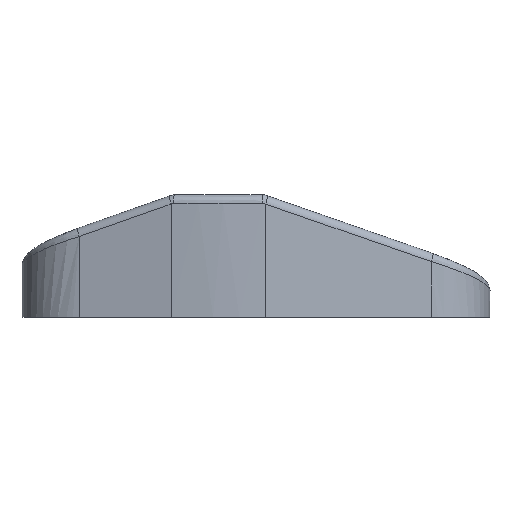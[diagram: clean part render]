
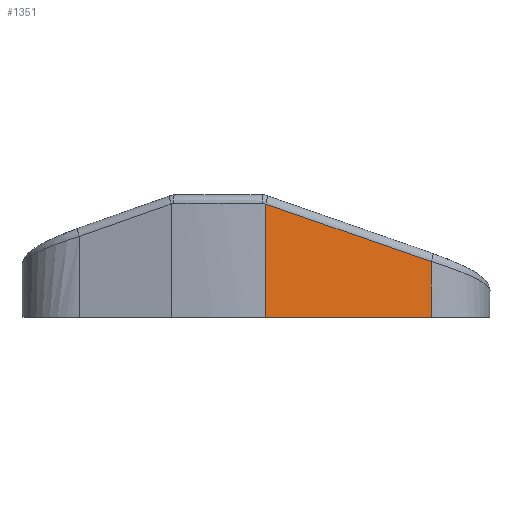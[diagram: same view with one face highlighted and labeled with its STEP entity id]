
A CAD part, front view. The second image highlights one B-rep face of the part: STEP entity #1351.
In plain terms, the highlighted planar face has unit normal (0.166, -0.986, 0).
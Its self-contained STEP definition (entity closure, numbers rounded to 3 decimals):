
#21 = EDGE_CURVE('',#22,#24,#26,.T.);
#22 = VERTEX_POINT('',#23);
#23 = CARTESIAN_POINT('',(52.199,-243.477,39.792
    ));
#24 = VERTEX_POINT('',#25);
#25 = CARTESIAN_POINT('',(52.199,-243.477,169.947
    ));
#26 = SURFACE_CURVE('',#27,(#31,#45),.PCURVE_S1.);
#27 = LINE('',#28,#29);
#28 = CARTESIAN_POINT('',(52.199,-243.477,32.054
    ));
#29 = VECTOR('',#30,1.);
#30 = DIRECTION('',(0.,0.,1.));
#31 = PCURVE('',#32,#40);
#32 = SURFACE_OF_LINEAR_EXTRUSION('',#33,#38);
#33 = CIRCLE('',#34,462.458);
#34 = AXIS2_PLACEMENT_3D('',#35,#36,#37);
#35 = CARTESIAN_POINT('',(1.869,212.301,-27.95
    ));
#36 = DIRECTION('',(0.,-0.131,-0.991)
  );
#37 = DIRECTION('',(0.109,-0.986,0.13));
#38 = VECTOR('',#39,1.);
#39 = DIRECTION('',(0.,0.,1.));
#40 = DEFINITIONAL_REPRESENTATION('',(#41),#44);
#41 = B_SPLINE_CURVE_WITH_KNOTS('',1,(#42,#43),.UNSPECIFIED.,.F.,.F.,(2,
    2),(0.,150.),.PIECEWISE_BEZIER_KNOTS.);
#42 = CARTESIAN_POINT('',(0.,0.));
#43 = CARTESIAN_POINT('',(0.,150.));
#44 = ( GEOMETRIC_REPRESENTATION_CONTEXT(2) 
PARAMETRIC_REPRESENTATION_CONTEXT() REPRESENTATION_CONTEXT('2D SPACE',''
  ) );
#45 = PCURVE('',#46,#51);
#46 = PLANE('',#47);
#47 = AXIS2_PLACEMENT_3D('',#48,#49,#50);
#48 = CARTESIAN_POINT('',(147.277,-227.44,
    74.031));
#49 = DIRECTION('',(0.166,-0.986,0.));
#50 = DIRECTION('',(0.933,0.157,-0.324));
#51 = DEFINITIONAL_REPRESENTATION('',(#52),#56);
#52 = LINE('',#53,#54);
#53 = CARTESIAN_POINT('',(-77.618,-70.954));
#54 = VECTOR('',#55,1.);
#55 = DIRECTION('',(-0.324,0.946));
#56 = ( GEOMETRIC_REPRESENTATION_CONTEXT(2) 
PARAMETRIC_REPRESENTATION_CONTEXT() REPRESENTATION_CONTEXT('2D SPACE',''
  ) );
#96 = PLANE('',#97);
#97 = AXIS2_PLACEMENT_3D('',#98,#99,#100);
#98 = CARTESIAN_POINT('',(-400.,-321.738,39.792));
#99 = DIRECTION('',(0.,0.,1.));
#100 = DIRECTION('',(1.,0.,0.));
#1351 = ADVANCED_FACE('',(#1352),#46,.T.);
#1352 = FACE_BOUND('',#1353,.T.);
#1353 = EDGE_LOOP('',(#1354,#1355,#1376,#1406));
#1354 = ORIENTED_EDGE('',*,*,#21,.F.);
#1355 = ORIENTED_EDGE('',*,*,#1356,.F.);
#1356 = EDGE_CURVE('',#1357,#22,#1359,.T.);
#1357 = VERTEX_POINT('',#1358);
#1358 = CARTESIAN_POINT('',(242.356,-211.404,
    39.792));
#1359 = SURFACE_CURVE('',#1360,(#1364,#1370),.PCURVE_S1.);
#1360 = LINE('',#1361,#1362);
#1361 = CARTESIAN_POINT('',(-126.525,-273.621,
    39.792));
#1362 = VECTOR('',#1363,1.);
#1363 = DIRECTION('',(-0.986,-0.166,0.));
#1364 = PCURVE('',#46,#1365);
#1365 = DEFINITIONAL_REPRESENTATION('',(#1366),#1369);
#1366 = B_SPLINE_CURVE_WITH_KNOTS('',1,(#1367,#1368),.UNSPECIFIED.,.F.,
  .F.,(2,2),(-426.045,-114.86),.PIECEWISE_BEZIER_KNOTS.);
#1367 = CARTESIAN_POINT('',(151.465,15.684));
#1368 = CARTESIAN_POINT('',(-142.932,-85.145));
#1369 = ( GEOMETRIC_REPRESENTATION_CONTEXT(2) 
PARAMETRIC_REPRESENTATION_CONTEXT() REPRESENTATION_CONTEXT('2D SPACE',''
  ) );
#1370 = PCURVE('',#96,#1371);
#1371 = DEFINITIONAL_REPRESENTATION('',(#1372),#1375);
#1372 = B_SPLINE_CURVE_WITH_KNOTS('',1,(#1373,#1374),.UNSPECIFIED.,.F.,
  .F.,(2,2),(-426.045,-114.86),.PIECEWISE_BEZIER_KNOTS.);
#1373 = CARTESIAN_POINT('',(693.586,118.975));
#1374 = CARTESIAN_POINT('',(386.736,67.22));
#1375 = ( GEOMETRIC_REPRESENTATION_CONTEXT(2) 
PARAMETRIC_REPRESENTATION_CONTEXT() REPRESENTATION_CONTEXT('2D SPACE',''
  ) );
#1376 = ORIENTED_EDGE('',*,*,#1377,.T.);
#1377 = EDGE_CURVE('',#1357,#1378,#1380,.T.);
#1378 = VERTEX_POINT('',#1379);
#1379 = CARTESIAN_POINT('',(242.356,-211.404,
    103.9));
#1380 = SURFACE_CURVE('',#1381,(#1385,#1392),.PCURVE_S1.);
#1381 = LINE('',#1382,#1383);
#1382 = CARTESIAN_POINT('',(242.356,-211.404,
    -33.993));
#1383 = VECTOR('',#1384,1.);
#1384 = DIRECTION('',(0.,0.,1.));
#1385 = PCURVE('',#46,#1386);
#1386 = DEFINITIONAL_REPRESENTATION('',(#1387),#1391);
#1387 = LINE('',#1388,#1389);
#1388 = CARTESIAN_POINT('',(126.221,-70.954));
#1389 = VECTOR('',#1390,1.);
#1390 = DIRECTION('',(-0.324,0.946));
#1391 = ( GEOMETRIC_REPRESENTATION_CONTEXT(2) 
PARAMETRIC_REPRESENTATION_CONTEXT() REPRESENTATION_CONTEXT('2D SPACE',''
  ) );
#1392 = PCURVE('',#1393,#1401);
#1393 = SURFACE_OF_LINEAR_EXTRUSION('',#1394,#1399);
#1394 = CIRCLE('',#1395,90.);
#1395 = AXIS2_PLACEMENT_3D('',#1396,#1397,#1398);
#1396 = CARTESIAN_POINT('',(223.644,-124.124,
    -45.483));
#1397 = DIRECTION('',(0.294,0.186,0.937));
#1398 = DIRECTION('',(0.208,-0.97,0.128));
#1399 = VECTOR('',#1400,1.);
#1400 = DIRECTION('',(0.,0.,1.));
#1401 = DEFINITIONAL_REPRESENTATION('',(#1402),#1405);
#1402 = B_SPLINE_CURVE_WITH_KNOTS('',1,(#1403,#1404),.UNSPECIFIED.,.F.,
  .F.,(2,2),(0.,150.),.PIECEWISE_BEZIER_KNOTS.);
#1403 = CARTESIAN_POINT('',(0.,0.));
#1404 = CARTESIAN_POINT('',(0.,150.));
#1405 = ( GEOMETRIC_REPRESENTATION_CONTEXT(2) 
PARAMETRIC_REPRESENTATION_CONTEXT() REPRESENTATION_CONTEXT('2D SPACE',''
  ) );
#1406 = ORIENTED_EDGE('',*,*,#1407,.F.);
#1407 = EDGE_CURVE('',#24,#1378,#1408,.T.);
#1408 = SURFACE_CURVE('',#1409,(#1413,#1420),.PCURVE_S1.);
#1409 = LINE('',#1410,#1411);
#1410 = CARTESIAN_POINT('',(48.539,-244.094,
    171.218));
#1411 = VECTOR('',#1412,1.);
#1412 = DIRECTION('',(0.933,0.157,-0.324));
#1413 = PCURVE('',#46,#1414);
#1414 = DEFINITIONAL_REPRESENTATION('',(#1415),#1419);
#1415 = LINE('',#1416,#1417);
#1416 = CARTESIAN_POINT('',(-126.221,59.5));
#1417 = VECTOR('',#1418,1.);
#1418 = DIRECTION('',(1.,0.));
#1419 = ( GEOMETRIC_REPRESENTATION_CONTEXT(2) 
PARAMETRIC_REPRESENTATION_CONTEXT() REPRESENTATION_CONTEXT('2D SPACE',''
  ) );
#1420 = PCURVE('',#1421,#1426);
#1421 = CYLINDRICAL_SURFACE('',#1422,10.);
#1422 = AXIS2_PLACEMENT_3D('',#1423,#1424,#1425);
#1423 = CARTESIAN_POINT('',(46.876,-234.233,
    171.218));
#1424 = DIRECTION('',(0.933,0.157,-0.324));
#1425 = DIRECTION('',(0.166,-0.986,0.));
#1426 = DEFINITIONAL_REPRESENTATION('',(#1427),#1431);
#1427 = LINE('',#1428,#1429);
#1428 = CARTESIAN_POINT('',(-0.,0.));
#1429 = VECTOR('',#1430,1.);
#1430 = DIRECTION('',(-0.,1.));
#1431 = ( GEOMETRIC_REPRESENTATION_CONTEXT(2) 
PARAMETRIC_REPRESENTATION_CONTEXT() REPRESENTATION_CONTEXT('2D SPACE',''
  ) );
